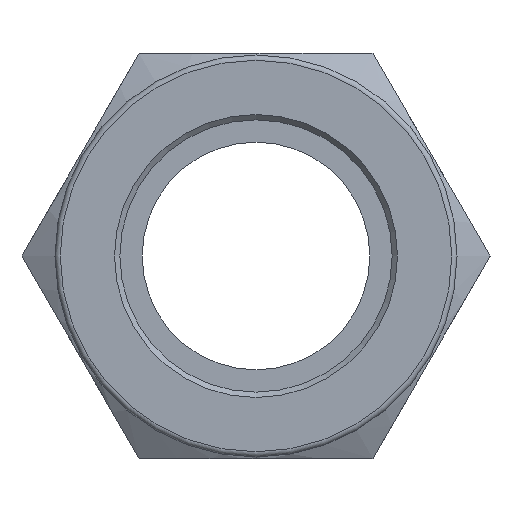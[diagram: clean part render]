
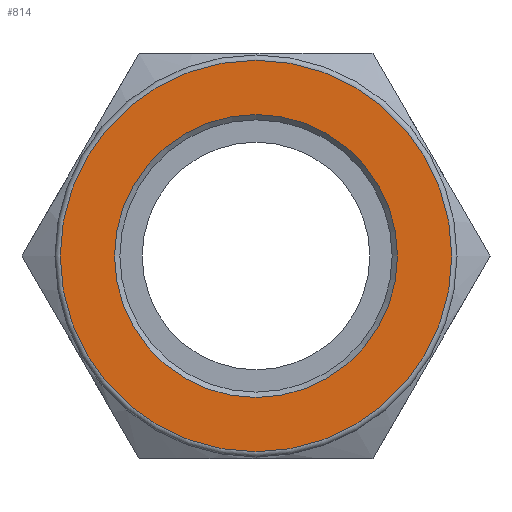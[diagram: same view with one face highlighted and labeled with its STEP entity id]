
A CAD part, left-side view. The second image highlights one B-rep face of the part: STEP entity #814.
In plain terms, the highlighted planar face has unit normal (-1, 0, 0).
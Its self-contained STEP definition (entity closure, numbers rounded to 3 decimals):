
#19=FACE_BOUND('',#199,.T.);
#57=CIRCLE('',#911,13.3);
#58=CIRCLE('',#913,18.4);
#139=FACE_OUTER_BOUND('',#198,.T.);
#198=EDGE_LOOP('',(#648));
#199=EDGE_LOOP('',(#649));
#381=VERTEX_POINT('',#1434);
#382=VERTEX_POINT('',#1438);
#480=EDGE_CURVE('',#381,#381,#57,.T.);
#481=EDGE_CURVE('',#382,#382,#58,.T.);
#648=ORIENTED_EDGE('',*,*,#481,.F.);
#649=ORIENTED_EDGE('',*,*,#480,.T.);
#777=PLANE('',#912);
#814=ADVANCED_FACE('',(#139,#19),#777,.T.);
#911=AXIS2_PLACEMENT_3D('',#1436,#1087,#1088);
#912=AXIS2_PLACEMENT_3D('',#1437,#1089,#1090);
#913=AXIS2_PLACEMENT_3D('',#1439,#1091,#1092);
#1087=DIRECTION('center_axis',(1.,0.,0.));
#1088=DIRECTION('ref_axis',(0.,0.,-1.));
#1089=DIRECTION('center_axis',(-1.,0.,0.));
#1090=DIRECTION('ref_axis',(0.,0.,1.));
#1091=DIRECTION('center_axis',(1.,0.,0.));
#1092=DIRECTION('ref_axis',(0.,0.,-1.));
#1434=CARTESIAN_POINT('',(0.,-13.3,0.));
#1436=CARTESIAN_POINT('Origin',(0.,0.,
0.));
#1437=CARTESIAN_POINT('Origin',(0.,18.4,0.));
#1438=CARTESIAN_POINT('',(0.,0.,18.4));
#1439=CARTESIAN_POINT('Origin',(0.,0.,
0.));
